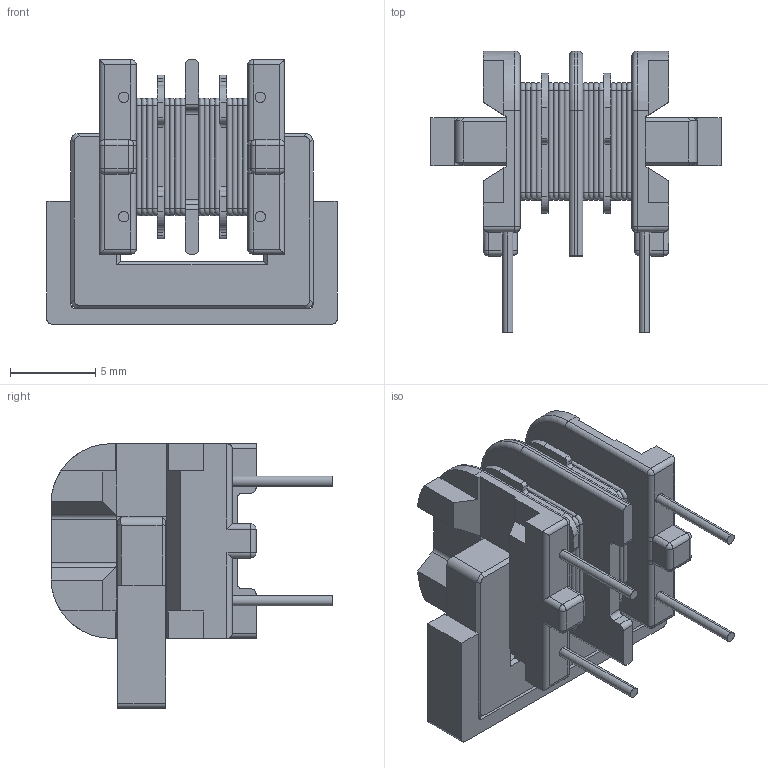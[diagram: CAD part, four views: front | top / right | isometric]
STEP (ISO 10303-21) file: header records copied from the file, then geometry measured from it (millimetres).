
FILE_DESCRIPTION (( 'STEP AP214' ), '1' );
FILE_NAME ('SU9HF(MAX-LOGO).STEP', '2018-11-06T04:59:02', ( '' ), ( '' ), 'SwSTEP 2.0', 'SolidWorks 2018', '' );
FILE_SCHEMA (( 'AUTOMOTIVE_DESIGN' ));
Length unit declared in the file: millimetre
Products named in the file (1): SU9HF(MAX-LOGO)
Bounding box: 17 x 16.5 x 15.5 mm (x, y, z)
Volume: 1038.6 mm3; surface area: 1714.3 mm2
Topology: 1 solids, 5 shells, 489 faces, 1237 edges, 754 vertices
Faces by surface type: plane 233, cylinder 168, torus 72, sphere 12, bspline 4
Entity records: 19916 total; most frequent: CARTESIAN_POINT 2737, DIRECTION 2525, ORIENTED_EDGE 2450, EDGE_CURVE 1225, AXIS2_PLACEMENT_3D 878, VECTOR 769, LINE 769, VERTEX_POINT 754
